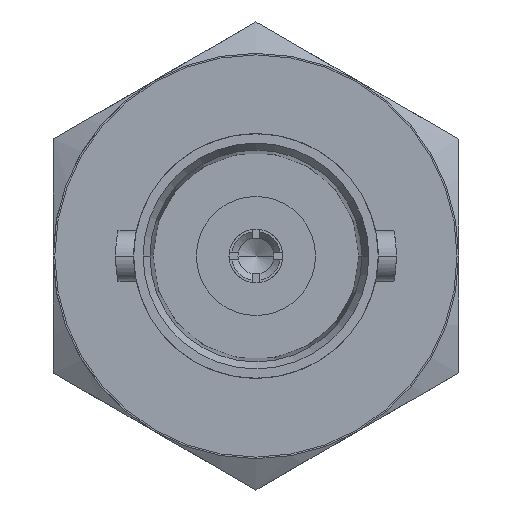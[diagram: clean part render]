
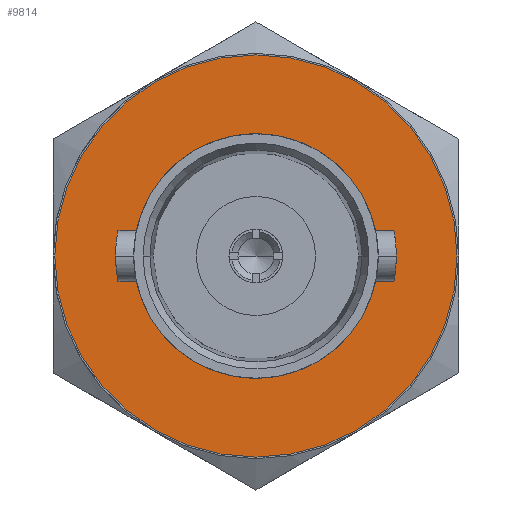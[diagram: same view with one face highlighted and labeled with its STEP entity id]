
A CAD part, left-side view. The second image highlights one B-rep face of the part: STEP entity #9814.
In plain terms, the highlighted planar face has unit normal (-1, 0, 0).
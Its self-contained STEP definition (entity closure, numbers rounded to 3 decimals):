
#1143=CARTESIAN_POINT('',(7.287,0.,0.));
#1144=DIRECTION('',(1.,0.,0.));
#1145=DIRECTION('',(0.,0.,-1.));
#1146=AXIS2_PLACEMENT_3D('',#1143,#1144,#1145);
#1157=CARTESIAN_POINT('',(7.287,0.,0.));
#1158=DIRECTION('',(1.,0.,0.));
#1159=DIRECTION('',(0.,0.,1.));
#1160=AXIS2_PLACEMENT_3D('',#1157,#1158,#1159);
#1166=CARTESIAN_POINT('',(7.287,0.,0.));
#1167=DIRECTION('',(1.,0.,0.));
#1168=DIRECTION('',(0.,1.,0.));
#1169=AXIS2_PLACEMENT_3D('',#1166,#1167,#1168);
#1197=CARTESIAN_POINT('',(7.287,0.,0.));
#1198=DIRECTION('',(1.,0.,0.));
#1199=DIRECTION('',(0.,-1.,0.));
#1200=AXIS2_PLACEMENT_3D('',#1197,#1198,#1199);
#7549=CARTESIAN_POINT('',(7.287,0.,-7.94));
#7550=CARTESIAN_POINT('',(7.287,0.,7.94));
#7551=VERTEX_POINT('',#7549);
#7552=VERTEX_POINT('',#7550);
#7692=CARTESIAN_POINT('',(7.287,4.826,0.));
#7693=CARTESIAN_POINT('',(7.287,-4.826,0.));
#7694=VERTEX_POINT('',#7692);
#7695=VERTEX_POINT('',#7693);
#9799=CARTESIAN_POINT('',(7.287,0.,0.));
#9800=DIRECTION('',(-1.,0.,0.));
#9801=DIRECTION('',(0.,0.,-1.));
#9802=AXIS2_PLACEMENT_3D('',#9799,#9800,#9801);
#9803=PLANE('',#9802);
#9804=ORIENTED_EDGE('',*,*,#9779,.T.);
#9805=ORIENTED_EDGE('',*,*,#9793,.T.);
#9806=EDGE_LOOP('',(#9804,#9805));
#9807=FACE_OUTER_BOUND('',#9806,.F.);
#9809=ORIENTED_EDGE('',*,*,#9808,.F.);
#9811=ORIENTED_EDGE('',*,*,#9810,.F.);
#9812=EDGE_LOOP('',(#9809,#9811));
#9813=FACE_BOUND('',#9812,.F.);
#9814=ADVANCED_FACE('',(#9807,#9813),#9803,.T.);
#1147=CIRCLE('',#1146,7.94);
#1161=CIRCLE('',#1160,7.94);
#1170=CIRCLE('',#1169,4.826);
#1201=CIRCLE('',#1200,4.826);
#9779=EDGE_CURVE('',#7551,#7552,#1147,.T.);
#9793=EDGE_CURVE('',#7552,#7551,#1161,.T.);
#9808=EDGE_CURVE('',#7694,#7695,#1170,.T.);
#9810=EDGE_CURVE('',#7695,#7694,#1201,.T.);
